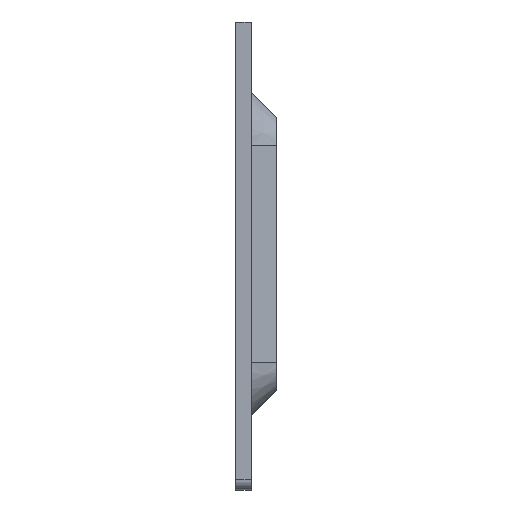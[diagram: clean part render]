
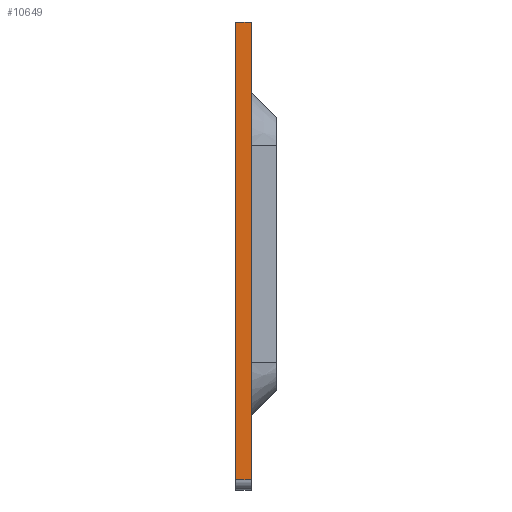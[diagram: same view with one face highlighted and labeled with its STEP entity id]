
A CAD part, left-side view. The second image highlights one B-rep face of the part: STEP entity #10649.
In plain terms, the highlighted planar face has unit normal (-1, 0, 0).
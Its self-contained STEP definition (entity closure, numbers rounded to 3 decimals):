
#297 = PLANE('',#298);
#298 = AXIS2_PLACEMENT_3D('',#299,#300,#301);
#299 = CARTESIAN_POINT('',(-40.6,-57.,75.));
#300 = DIRECTION('',(0.,1.,0.));
#301 = DIRECTION('',(0.,0.,1.));
#795 = EDGE_CURVE('',#796,#798,#800,.T.);
#796 = VERTEX_POINT('',#797);
#797 = CARTESIAN_POINT('',(-40.6,-57.,75.));
#798 = VERTEX_POINT('',#799);
#799 = CARTESIAN_POINT('',(-40.6,-57.,2.));
#800 = SURFACE_CURVE('',#801,(#805,#812),.PCURVE_S1.);
#801 = LINE('',#802,#803);
#802 = CARTESIAN_POINT('',(-40.6,-57.,75.));
#803 = VECTOR('',#804,1.);
#804 = DIRECTION('',(0.,0.,-1.));
#805 = PCURVE('',#297,#806);
#806 = DEFINITIONAL_REPRESENTATION('',(#807),#811);
#807 = LINE('',#808,#809);
#808 = CARTESIAN_POINT('',(0.,0.));
#809 = VECTOR('',#810,1.);
#810 = DIRECTION('',(-1.,0.));
#811 = ( GEOMETRIC_REPRESENTATION_CONTEXT(2) 
PARAMETRIC_REPRESENTATION_CONTEXT() REPRESENTATION_CONTEXT('2D SPACE',''
  ) );
#812 = PCURVE('',#813,#818);
#813 = PLANE('',#814);
#814 = AXIS2_PLACEMENT_3D('',#815,#816,#817);
#815 = CARTESIAN_POINT('',(-40.6,-54.5,75.));
#816 = DIRECTION('',(1.,0.,0.));
#817 = DIRECTION('',(0.,0.,-1.));
#818 = DEFINITIONAL_REPRESENTATION('',(#819),#823);
#819 = LINE('',#820,#821);
#820 = CARTESIAN_POINT('',(0.,-2.5));
#821 = VECTOR('',#822,1.);
#822 = DIRECTION('',(1.,0.));
#823 = ( GEOMETRIC_REPRESENTATION_CONTEXT(2) 
PARAMETRIC_REPRESENTATION_CONTEXT() REPRESENTATION_CONTEXT('2D SPACE',''
  ) );
#841 = PLANE('',#842);
#842 = AXIS2_PLACEMENT_3D('',#843,#844,#845);
#843 = CARTESIAN_POINT('',(51.,-54.5,75.));
#844 = DIRECTION('',(0.,0.,-1.));
#845 = DIRECTION('',(-1.,0.,0.));
#956 = CYLINDRICAL_SURFACE('',#957,1.6);
#957 = AXIS2_PLACEMENT_3D('',#958,#959,#960);
#958 = CARTESIAN_POINT('',(-39.,-54.5,2.));
#959 = DIRECTION('',(0.,-1.,0.));
#960 = DIRECTION('',(-1.,0.,0.));
#10649 = ADVANCED_FACE('',(#10650),#813,.F.);
#10650 = FACE_BOUND('',#10651,.F.);
#10651 = EDGE_LOOP('',(#10652,#10682,#10703,#10704));
#10652 = ORIENTED_EDGE('',*,*,#10653,.F.);
#10653 = EDGE_CURVE('',#10654,#10656,#10658,.T.);
#10654 = VERTEX_POINT('',#10655);
#10655 = CARTESIAN_POINT('',(-40.6,-54.5,75.));
#10656 = VERTEX_POINT('',#10657);
#10657 = CARTESIAN_POINT('',(-40.6,-54.5,2.));
#10658 = SURFACE_CURVE('',#10659,(#10663,#10670),.PCURVE_S1.);
#10659 = LINE('',#10660,#10661);
#10660 = CARTESIAN_POINT('',(-40.6,-54.5,75.));
#10661 = VECTOR('',#10662,1.);
#10662 = DIRECTION('',(0.,0.,-1.));
#10663 = PCURVE('',#813,#10664);
#10664 = DEFINITIONAL_REPRESENTATION('',(#10665),#10669);
#10665 = LINE('',#10666,#10667);
#10666 = CARTESIAN_POINT('',(0.,0.));
#10667 = VECTOR('',#10668,1.);
#10668 = DIRECTION('',(1.,0.));
#10669 = ( GEOMETRIC_REPRESENTATION_CONTEXT(2) 
PARAMETRIC_REPRESENTATION_CONTEXT() REPRESENTATION_CONTEXT('2D SPACE',''
  ) );
#10670 = PCURVE('',#10671,#10676);
#10671 = PLANE('',#10672);
#10672 = AXIS2_PLACEMENT_3D('',#10673,#10674,#10675);
#10673 = CARTESIAN_POINT('',(-40.6,-54.5,75.));
#10674 = DIRECTION('',(0.,1.,0.));
#10675 = DIRECTION('',(0.,0.,1.));
#10676 = DEFINITIONAL_REPRESENTATION('',(#10677),#10681);
#10677 = LINE('',#10678,#10679);
#10678 = CARTESIAN_POINT('',(0.,0.));
#10679 = VECTOR('',#10680,1.);
#10680 = DIRECTION('',(-1.,0.));
#10681 = ( GEOMETRIC_REPRESENTATION_CONTEXT(2) 
PARAMETRIC_REPRESENTATION_CONTEXT() REPRESENTATION_CONTEXT('2D SPACE',''
  ) );
#10682 = ORIENTED_EDGE('',*,*,#10683,.T.);
#10683 = EDGE_CURVE('',#10654,#796,#10684,.T.);
#10684 = SURFACE_CURVE('',#10685,(#10689,#10696),.PCURVE_S1.);
#10685 = LINE('',#10686,#10687);
#10686 = CARTESIAN_POINT('',(-40.6,-54.5,75.));
#10687 = VECTOR('',#10688,1.);
#10688 = DIRECTION('',(0.,-1.,0.));
#10689 = PCURVE('',#813,#10690);
#10690 = DEFINITIONAL_REPRESENTATION('',(#10691),#10695);
#10691 = LINE('',#10692,#10693);
#10692 = CARTESIAN_POINT('',(0.,0.));
#10693 = VECTOR('',#10694,1.);
#10694 = DIRECTION('',(0.,-1.));
#10695 = ( GEOMETRIC_REPRESENTATION_CONTEXT(2) 
PARAMETRIC_REPRESENTATION_CONTEXT() REPRESENTATION_CONTEXT('2D SPACE',''
  ) );
#10696 = PCURVE('',#841,#10697);
#10697 = DEFINITIONAL_REPRESENTATION('',(#10698),#10702);
#10698 = LINE('',#10699,#10700);
#10699 = CARTESIAN_POINT('',(91.6,0.));
#10700 = VECTOR('',#10701,1.);
#10701 = DIRECTION('',(0.,-1.));
#10702 = ( GEOMETRIC_REPRESENTATION_CONTEXT(2) 
PARAMETRIC_REPRESENTATION_CONTEXT() REPRESENTATION_CONTEXT('2D SPACE',''
  ) );
#10703 = ORIENTED_EDGE('',*,*,#795,.T.);
#10704 = ORIENTED_EDGE('',*,*,#10705,.F.);
#10705 = EDGE_CURVE('',#10656,#798,#10706,.T.);
#10706 = SURFACE_CURVE('',#10707,(#10711,#10718),.PCURVE_S1.);
#10707 = LINE('',#10708,#10709);
#10708 = CARTESIAN_POINT('',(-40.6,-54.5,2.));
#10709 = VECTOR('',#10710,1.);
#10710 = DIRECTION('',(0.,-1.,0.));
#10711 = PCURVE('',#813,#10712);
#10712 = DEFINITIONAL_REPRESENTATION('',(#10713),#10717);
#10713 = LINE('',#10714,#10715);
#10714 = CARTESIAN_POINT('',(73.,0.));
#10715 = VECTOR('',#10716,1.);
#10716 = DIRECTION('',(0.,-1.));
#10717 = ( GEOMETRIC_REPRESENTATION_CONTEXT(2) 
PARAMETRIC_REPRESENTATION_CONTEXT() REPRESENTATION_CONTEXT('2D SPACE',''
  ) );
#10718 = PCURVE('',#956,#10719);
#10719 = DEFINITIONAL_REPRESENTATION('',(#10720),#10724);
#10720 = LINE('',#10721,#10722);
#10721 = CARTESIAN_POINT('',(0.,0.));
#10722 = VECTOR('',#10723,1.);
#10723 = DIRECTION('',(0.,1.));
#10724 = ( GEOMETRIC_REPRESENTATION_CONTEXT(2) 
PARAMETRIC_REPRESENTATION_CONTEXT() REPRESENTATION_CONTEXT('2D SPACE',''
  ) );
